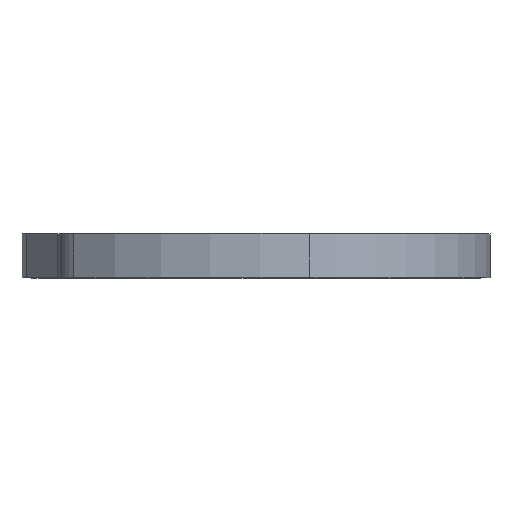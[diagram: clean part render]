
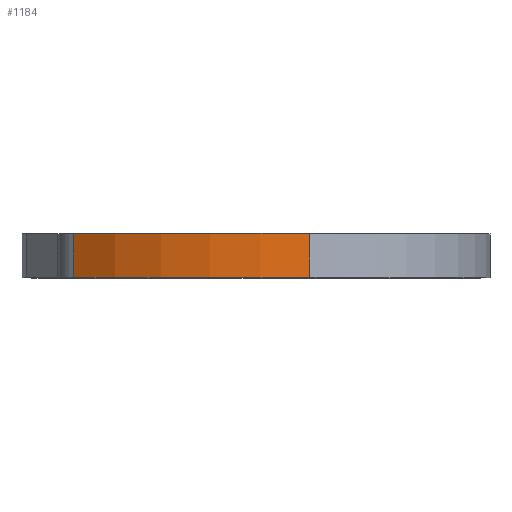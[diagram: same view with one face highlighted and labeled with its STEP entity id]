
A CAD part, top view. The second image highlights one B-rep face of the part: STEP entity #1184.
In plain terms, the highlighted cylindrical face has radius 63.5 mm (diameter 127 mm), a partial arc.
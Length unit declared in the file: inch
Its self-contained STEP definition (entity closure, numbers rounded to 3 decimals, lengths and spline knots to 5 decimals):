
#33 = EDGE_CURVE ( 'NONE', #780, #801, #36, .T. ) ;
#35 = CARTESIAN_POINT ( 'NONE',  ( -1.55829, 0.1875, 1.95492 ) ) ;
#36 = LINE ( 'NONE', #171, #844 ) ;
#57 = DIRECTION ( 'NONE',  ( 0., -1., 0. ) ) ;
#70 = DIRECTION ( 'NONE',  ( 0., 0., -1. ) ) ;
#73 = EDGE_CURVE ( 'NONE', #1425, #780, #1167, .T. ) ;
#171 = CARTESIAN_POINT ( 'NONE',  ( 0.46082, 0.1875, 2.45716 ) ) ;
#223 = CARTESIAN_POINT ( 'NONE',  ( -1.55829, -0.1875, 1.95492 ) ) ;
#262 = EDGE_CURVE ( 'NONE', #639, #801, #1117, .T. ) ;
#263 = CARTESIAN_POINT ( 'NONE',  ( 0., -0.1875, 0. ) ) ;
#378 = FACE_OUTER_BOUND ( 'NONE', #1033, .T. ) ;
#388 = CARTESIAN_POINT ( 'NONE',  ( 0., 0.1875, 0. ) ) ;
#505 = CYLINDRICAL_SURFACE ( 'NONE', #1398, 2.5 ) ;
#520 = DIRECTION ( 'NONE',  ( 0., -1., 0. ) ) ;
#534 = DIRECTION ( 'NONE',  ( 0., 1., 0. ) ) ;
#639 = VERTEX_POINT ( 'NONE', #223 ) ;
#646 = CARTESIAN_POINT ( 'NONE',  ( 0., 0.1875, 0. ) ) ;
#683 = LINE ( 'NONE', #1182, #929 ) ;
#780 = VERTEX_POINT ( 'NONE', #1114 ) ;
#801 = VERTEX_POINT ( 'NONE', #1358 ) ;
#808 = ORIENTED_EDGE ( 'NONE', *, *, #33, .F. ) ;
#819 = AXIS2_PLACEMENT_3D ( 'NONE', #263, #1205, #1555 ) ;
#844 = VECTOR ( 'NONE', #520, 39.37008 ) ;
#859 = DIRECTION ( 'NONE',  ( 0., -1., 0. ) ) ;
#890 = DIRECTION ( 'NONE',  ( 0., 0., 1. ) ) ;
#894 = EDGE_CURVE ( 'NONE', #1425, #639, #683, .T. ) ;
#929 = VECTOR ( 'NONE', #57, 39.37008 ) ;
#965 = ORIENTED_EDGE ( 'NONE', *, *, #73, .F. ) ;
#1033 = EDGE_LOOP ( 'NONE', ( #965, #1421, #1162, #808 ) ) ;
#1114 = CARTESIAN_POINT ( 'NONE',  ( 0.46082, 0.1875, 2.45716 ) ) ;
#1117 = CIRCLE ( 'NONE', #819, 2.5 ) ;
#1162 = ORIENTED_EDGE ( 'NONE', *, *, #262, .T. ) ;
#1167 = CIRCLE ( 'NONE', #1217, 2.5 ) ;
#1182 = CARTESIAN_POINT ( 'NONE',  ( -1.55829, 0.1875, 1.95492 ) ) ;
#1184 = ADVANCED_FACE ( 'NONE', ( #378 ), #505, .T. ) ;
#1205 = DIRECTION ( 'NONE',  ( 0., 1., 0. ) ) ;
#1217 = AXIS2_PLACEMENT_3D ( 'NONE', #646, #534, #890 ) ;
#1358 = CARTESIAN_POINT ( 'NONE',  ( 0.46082, -0.1875, 2.45716 ) ) ;
#1398 = AXIS2_PLACEMENT_3D ( 'NONE', #388, #859, #70 ) ;
#1421 = ORIENTED_EDGE ( 'NONE', *, *, #894, .T. ) ;
#1425 = VERTEX_POINT ( 'NONE', #35 ) ;
#1555 = DIRECTION ( 'NONE',  ( 0., 0., 1. ) ) ;
